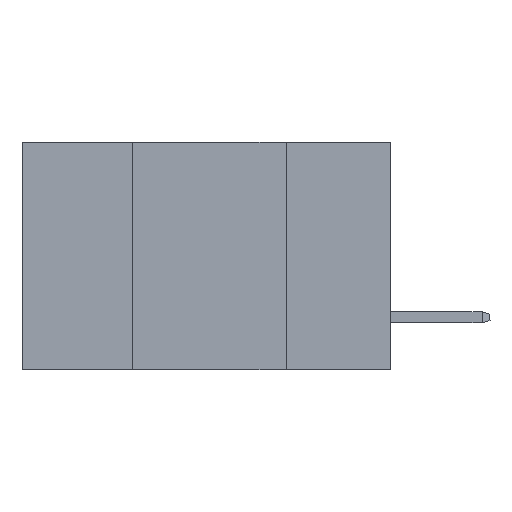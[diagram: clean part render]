
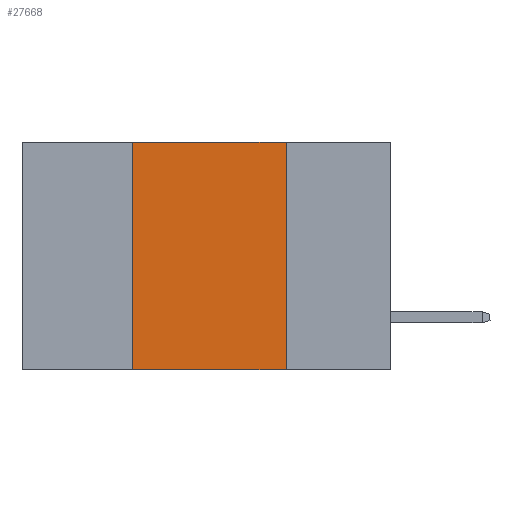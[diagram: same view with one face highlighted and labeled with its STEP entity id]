
A CAD part, left-side view. The second image highlights one B-rep face of the part: STEP entity #27668.
In plain terms, the highlighted planar face has unit normal (-1, 0, 0).
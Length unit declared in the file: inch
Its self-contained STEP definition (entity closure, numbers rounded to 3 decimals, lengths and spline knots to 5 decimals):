
#751 = VERTEX_POINT ( 'NONE', #8293 ) ;
#949 = DIRECTION ( 'NONE',  ( 0., 0., -1. ) ) ;
#1108 = CARTESIAN_POINT ( 'NONE',  ( 0., 0.17, -0.37 ) ) ;
#1205 = DIRECTION ( 'NONE',  ( 0., 0., -1. ) ) ;
#1754 = CARTESIAN_POINT ( 'NONE',  ( 0., 0.17, 0. ) ) ;
#2518 = VERTEX_POINT ( 'NONE', #30412 ) ;
#3819 = LINE ( 'NONE', #33973, #17501 ) ;
#5036 = VECTOR ( 'NONE', #21113, 39.37008 ) ;
#5596 = VERTEX_POINT ( 'NONE', #1754 ) ;
#6181 = ORIENTED_EDGE ( 'NONE', *, *, #28396, .F. ) ;
#8293 = CARTESIAN_POINT ( 'NONE',  ( 0., 0.42, 0. ) ) ;
#11889 = PLANE ( 'NONE',  #30604 ) ;
#15410 = CARTESIAN_POINT ( 'NONE',  ( 0., 0.6, -0.37 ) ) ;
#15619 = EDGE_CURVE ( 'NONE', #2518, #32333, #21517, .T. ) ;
#17391 = DIRECTION ( 'NONE',  ( 1., 0., 0. ) ) ;
#17501 = VECTOR ( 'NONE', #1205, 39.37008 ) ;
#18165 = DIRECTION ( 'NONE',  ( 0., -1., 0. ) ) ;
#18703 = VECTOR ( 'NONE', #31373, 39.37008 ) ;
#19583 = LINE ( 'NONE', #23862, #5036 ) ;
#21113 = DIRECTION ( 'NONE',  ( 0., -1., 0. ) ) ;
#21517 = LINE ( 'NONE', #15410, #35174 ) ;
#22925 = EDGE_CURVE ( 'NONE', #2518, #751, #34076, .T. ) ;
#22933 = EDGE_LOOP ( 'NONE', ( #6181, #34948, #28721, #31587 ) ) ;
#23862 = CARTESIAN_POINT ( 'NONE',  ( 0., 0.6, 0. ) ) ;
#27668 = ADVANCED_FACE ( 'NONE', ( #34205 ), #11889, .F. ) ;
#28396 = EDGE_CURVE ( 'NONE', #5596, #32333, #3819, .T. ) ;
#28571 = CARTESIAN_POINT ( 'NONE',  ( 0., 0.42, 0. ) ) ;
#28721 = ORIENTED_EDGE ( 'NONE', *, *, #22925, .F. ) ;
#30412 = CARTESIAN_POINT ( 'NONE',  ( 0., 0.42, -0.37 ) ) ;
#30604 = AXIS2_PLACEMENT_3D ( 'NONE', #33726, #17391, #949 ) ;
#31373 = DIRECTION ( 'NONE',  ( 0., 0., 1. ) ) ;
#31587 = ORIENTED_EDGE ( 'NONE', *, *, #15619, .T. ) ;
#32333 = VERTEX_POINT ( 'NONE', #1108 ) ;
#33726 = CARTESIAN_POINT ( 'NONE',  ( 0., 0.6, 0. ) ) ;
#33973 = CARTESIAN_POINT ( 'NONE',  ( 0., 0.17, 0. ) ) ;
#34076 = LINE ( 'NONE', #28571, #18703 ) ;
#34141 = EDGE_CURVE ( 'NONE', #751, #5596, #19583, .T. ) ;
#34205 = FACE_OUTER_BOUND ( 'NONE', #22933, .T. ) ;
#34948 = ORIENTED_EDGE ( 'NONE', *, *, #34141, .F. ) ;
#35174 = VECTOR ( 'NONE', #18165, 39.37008 ) ;
